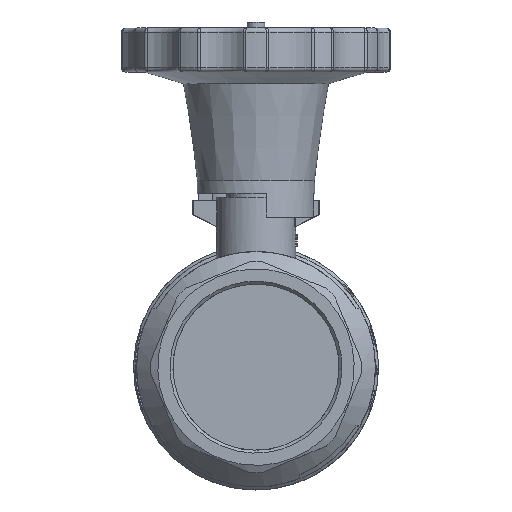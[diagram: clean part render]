
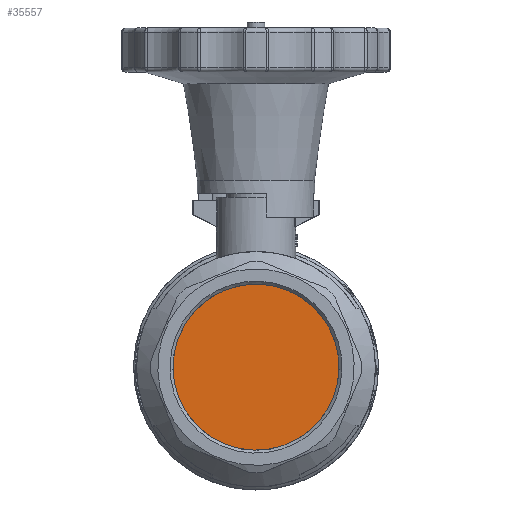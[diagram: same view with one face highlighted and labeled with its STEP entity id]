
A CAD part, top view. The second image highlights one B-rep face of the part: STEP entity #35557.
In plain terms, the highlighted planar face has unit normal (0, 0, -1).
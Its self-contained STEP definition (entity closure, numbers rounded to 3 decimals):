
#1246=PLANE('',#39028);
#12778=ORIENTED_EDGE('',*,*,#17952,.F.);
#12779=ORIENTED_EDGE('',*,*,#17951,.T.);
#17951=EDGE_CURVE('',#21072,#21072,#21963,.T.);
#17952=EDGE_CURVE('',#21073,#21073,#21964,.T.);
#21072=VERTEX_POINT('',#59752);
#21073=VERTEX_POINT('',#59755);
#21963=CIRCLE('',#39027,28.328);
#21964=CIRCLE('',#39029,28.329);
#23689=EDGE_LOOP('',(#12778));
#23690=EDGE_LOOP('',(#12779));
#25404=FACE_BOUND('',#23689,.T.);
#25405=FACE_BOUND('',#23690,.T.);
#35557=ADVANCED_FACE('',(#25404,#25405),#1246,.F.);
#39027=AXIS2_PLACEMENT_3D('',#59751,#47210,#47211);
#39028=AXIS2_PLACEMENT_3D('',#59753,#47212,#47213);
#39029=AXIS2_PLACEMENT_3D('',#59754,#47214,#47215);
#47210=DIRECTION('',(0.,0.,1.));
#47211=DIRECTION('',(1.,0.,0.));
#47212=DIRECTION('',(0.,0.,1.));
#47213=DIRECTION('',(1.,0.,0.));
#47214=DIRECTION('',(0.,0.,1.));
#47215=DIRECTION('',(0.707,0.707,0.));
#59751=CARTESIAN_POINT('',(0.,0.,4.5));
#59752=CARTESIAN_POINT('',(28.328,0.,4.5));
#59753=CARTESIAN_POINT('',(12.844,28.759,4.5));
#59754=CARTESIAN_POINT('',(0.,0.,4.5));
#59755=CARTESIAN_POINT('',(20.032,20.032,4.5));
